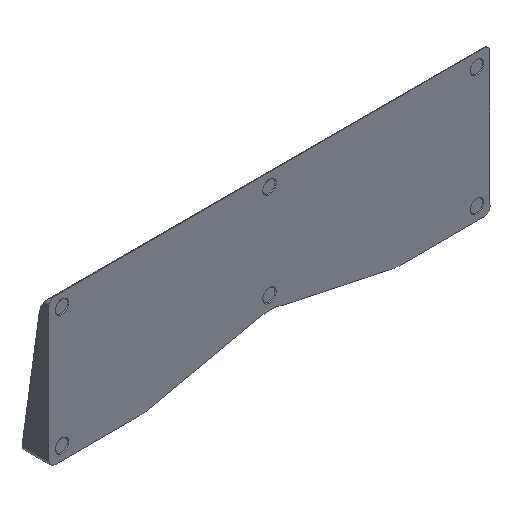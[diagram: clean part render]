
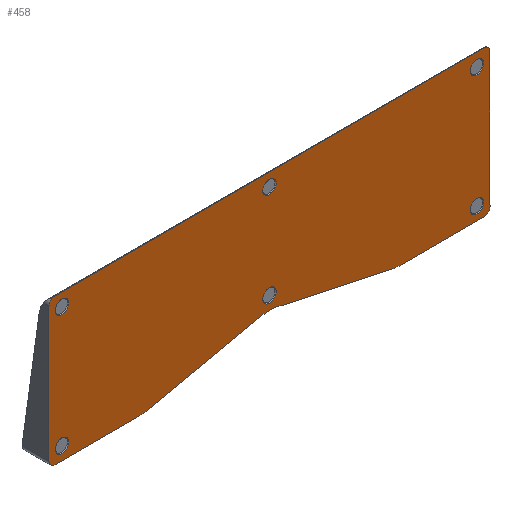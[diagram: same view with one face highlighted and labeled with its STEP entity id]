
A CAD part, isometric view. The second image highlights one B-rep face of the part: STEP entity #458.
In plain terms, the highlighted planar face has unit normal (0, -1, 0).
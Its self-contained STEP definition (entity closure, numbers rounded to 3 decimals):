
#19=FACE_BOUND('',#95,.T.);
#20=FACE_BOUND('',#96,.T.);
#21=FACE_BOUND('',#97,.T.);
#22=FACE_BOUND('',#98,.T.);
#23=FACE_BOUND('',#99,.T.);
#24=FACE_BOUND('',#100,.T.);
#31=ELLIPSE('',#505,25.176,24.937);
#32=ELLIPSE('',#517,25.176,24.937);
#33=ELLIPSE('',#518,25.4,25.392);
#46=PLANE('',#514);
#66=FACE_OUTER_BOUND('',#94,.T.);
#94=EDGE_LOOP('',(#353,#354,#355,#356,#357,#358,#359,#360,#361,#362,#363,
#364,#365,#366));
#95=EDGE_LOOP('',(#367,#368));
#96=EDGE_LOOP('',(#369));
#97=EDGE_LOOP('',(#370));
#98=EDGE_LOOP('',(#371));
#99=EDGE_LOOP('',(#372));
#100=EDGE_LOOP('',(#373,#374));
#120=LINE('',#717,#152);
#125=LINE('',#731,#157);
#129=LINE('',#748,#161);
#132=LINE('',#777,#164);
#133=LINE('',#781,#165);
#134=LINE('',#785,#166);
#135=LINE('',#789,#167);
#152=VECTOR('',#573,10.);
#157=VECTOR('',#586,10.);
#161=VECTOR('',#596,10.);
#164=VECTOR('',#615,10.);
#165=VECTOR('',#618,10.);
#166=VECTOR('',#621,10.);
#167=VECTOR('',#624,10.);
#181=CIRCLE('',#491,5.5);
#183=CIRCLE('',#494,5.5);
#186=CIRCLE('',#502,5.);
#188=CIRCLE('',#508,5.);
#189=CIRCLE('',#510,5.5);
#192=CIRCLE('',#513,5.5);
#193=CIRCLE('',#515,5.);
#194=CIRCLE('',#516,5.);
#195=CIRCLE('',#519,5.5);
#196=CIRCLE('',#520,5.5);
#197=CIRCLE('',#521,5.5);
#198=CIRCLE('',#522,5.5);
#205=VERTEX_POINT('',#697);
#207=VERTEX_POINT('',#703);
#211=VERTEX_POINT('',#714);
#212=VERTEX_POINT('',#716);
#215=VERTEX_POINT('',#724);
#217=VERTEX_POINT('',#730);
#219=VERTEX_POINT('',#741);
#221=VERTEX_POINT('',#747);
#222=VERTEX_POINT('',#751);
#223=VERTEX_POINT('',#766);
#224=VERTEX_POINT('',#767);
#227=VERTEX_POINT('',#776);
#228=VERTEX_POINT('',#778);
#229=VERTEX_POINT('',#780);
#230=VERTEX_POINT('',#782);
#231=VERTEX_POINT('',#784);
#232=VERTEX_POINT('',#786);
#233=VERTEX_POINT('',#788);
#234=VERTEX_POINT('',#791);
#235=VERTEX_POINT('',#792);
#236=VERTEX_POINT('',#795);
#237=VERTEX_POINT('',#797);
#249=EDGE_CURVE('',#205,#205,#181,.T.);
#252=EDGE_CURVE('',#207,#207,#183,.T.);
#257=EDGE_CURVE('',#212,#211,#120,.T.);
#261=EDGE_CURVE('',#212,#215,#186,.T.);
#264=EDGE_CURVE('',#217,#215,#125,.T.);
#267=EDGE_CURVE('',#217,#219,#31,.T.);
#270=EDGE_CURVE('',#221,#219,#129,.T.);
#273=EDGE_CURVE('',#222,#211,#188,.T.);
#274=EDGE_CURVE('',#223,#224,#189,.T.);
#278=EDGE_CURVE('',#224,#223,#192,.T.);
#279=EDGE_CURVE('',#227,#222,#132,.T.);
#280=EDGE_CURVE('',#228,#227,#193,.T.);
#281=EDGE_CURVE('',#229,#228,#133,.T.);
#282=EDGE_CURVE('',#230,#229,#194,.T.);
#283=EDGE_CURVE('',#231,#230,#134,.T.);
#284=EDGE_CURVE('',#232,#231,#32,.T.);
#285=EDGE_CURVE('',#232,#233,#135,.T.);
#286=EDGE_CURVE('',#233,#221,#33,.T.);
#287=EDGE_CURVE('',#234,#235,#195,.T.);
#288=EDGE_CURVE('',#235,#234,#196,.T.);
#289=EDGE_CURVE('',#236,#236,#197,.T.);
#290=EDGE_CURVE('',#237,#237,#198,.T.);
#353=ORIENTED_EDGE('',*,*,#279,.F.);
#354=ORIENTED_EDGE('',*,*,#280,.F.);
#355=ORIENTED_EDGE('',*,*,#281,.F.);
#356=ORIENTED_EDGE('',*,*,#282,.F.);
#357=ORIENTED_EDGE('',*,*,#283,.F.);
#358=ORIENTED_EDGE('',*,*,#284,.F.);
#359=ORIENTED_EDGE('',*,*,#285,.T.);
#360=ORIENTED_EDGE('',*,*,#286,.T.);
#361=ORIENTED_EDGE('',*,*,#270,.T.);
#362=ORIENTED_EDGE('',*,*,#267,.F.);
#363=ORIENTED_EDGE('',*,*,#264,.T.);
#364=ORIENTED_EDGE('',*,*,#261,.F.);
#365=ORIENTED_EDGE('',*,*,#257,.T.);
#366=ORIENTED_EDGE('',*,*,#273,.F.);
#367=ORIENTED_EDGE('',*,*,#287,.F.);
#368=ORIENTED_EDGE('',*,*,#288,.F.);
#369=ORIENTED_EDGE('',*,*,#249,.F.);
#370=ORIENTED_EDGE('',*,*,#252,.F.);
#371=ORIENTED_EDGE('',*,*,#289,.F.);
#372=ORIENTED_EDGE('',*,*,#290,.F.);
#373=ORIENTED_EDGE('',*,*,#274,.F.);
#374=ORIENTED_EDGE('',*,*,#278,.F.);
#458=ADVANCED_FACE('',(#66,#19,#20,#21,#22,#23,#24),#46,.F.);
#491=AXIS2_PLACEMENT_3D('',#698,#552,#553);
#494=AXIS2_PLACEMENT_3D('',#704,#559,#560);
#502=AXIS2_PLACEMENT_3D('',#725,#580,#581);
#505=AXIS2_PLACEMENT_3D('',#742,#590,#591);
#508=AXIS2_PLACEMENT_3D('',#764,#600,#601);
#510=AXIS2_PLACEMENT_3D('',#768,#604,#605);
#513=AXIS2_PLACEMENT_3D('',#774,#611,#612);
#514=AXIS2_PLACEMENT_3D('',#775,#613,#614);
#515=AXIS2_PLACEMENT_3D('',#779,#616,#617);
#516=AXIS2_PLACEMENT_3D('',#783,#619,#620);
#517=AXIS2_PLACEMENT_3D('',#787,#622,#623);
#518=AXIS2_PLACEMENT_3D('',#790,#625,#626);
#519=AXIS2_PLACEMENT_3D('',#793,#627,#628);
#520=AXIS2_PLACEMENT_3D('',#794,#629,#630);
#521=AXIS2_PLACEMENT_3D('',#796,#631,#632);
#522=AXIS2_PLACEMENT_3D('',#798,#633,#634);
#552=DIRECTION('center_axis',(0.,-1.,0.));
#553=DIRECTION('ref_axis',(1.,0.,0.));
#559=DIRECTION('center_axis',(0.,-1.,0.));
#560=DIRECTION('ref_axis',(1.,0.,0.));
#573=DIRECTION('',(0.,0.,1.));
#580=DIRECTION('center_axis',(0.,1.,0.));
#581=DIRECTION('ref_axis',(1.,0.,0.));
#586=DIRECTION('',(1.,0.,0.));
#590=DIRECTION('center_axis',(0.,1.,0.));
#591=DIRECTION('ref_axis',(-1.,0.,0.));
#596=DIRECTION('',(0.978,0.,-0.211));
#600=DIRECTION('center_axis',(0.,1.,0.));
#601=DIRECTION('ref_axis',(0.,0.,1.));
#604=DIRECTION('center_axis',(0.,-1.,0.));
#605=DIRECTION('ref_axis',(-1.,0.,0.));
#611=DIRECTION('center_axis',(0.,-1.,0.));
#612=DIRECTION('ref_axis',(-1.,0.,0.));
#613=DIRECTION('center_axis',(0.,1.,0.));
#614=DIRECTION('ref_axis',(1.,0.,0.));
#615=DIRECTION('',(1.,0.,0.));
#616=DIRECTION('center_axis',(0.,1.,0.));
#617=DIRECTION('ref_axis',(-1.,0.,0.));
#618=DIRECTION('',(0.,0.,1.));
#619=DIRECTION('center_axis',(0.,1.,0.));
#620=DIRECTION('ref_axis',(0.,0.,-1.));
#621=DIRECTION('',(-1.,0.,0.));
#622=DIRECTION('center_axis',(0.,1.,0.));
#623=DIRECTION('ref_axis',(-1.,0.,0.));
#624=DIRECTION('',(0.978,0.,0.211));
#625=DIRECTION('center_axis',(0.,1.,0.));
#626=DIRECTION('ref_axis',(1.,0.,0.));
#627=DIRECTION('center_axis',(0.,-1.,0.));
#628=DIRECTION('ref_axis',(-1.,0.,0.));
#629=DIRECTION('center_axis',(0.,-1.,0.));
#630=DIRECTION('ref_axis',(-1.,0.,0.));
#631=DIRECTION('center_axis',(0.,-1.,0.));
#632=DIRECTION('ref_axis',(1.,0.,0.));
#633=DIRECTION('center_axis',(0.,-1.,0.));
#634=DIRECTION('ref_axis',(1.,0.,0.));
#697=CARTESIAN_POINT('',(159.355,0.,-10.498));
#698=CARTESIAN_POINT('Origin',(164.855,0.,-10.498));
#703=CARTESIAN_POINT('',(159.355,0.,88.161));
#704=CARTESIAN_POINT('Origin',(164.855,0.,88.161));
#714=CARTESIAN_POINT('',(175.511,0.,93.818));
#716=CARTESIAN_POINT('',(175.511,0.,-16.155));
#717=CARTESIAN_POINT('',(175.511,0.,-16.155));
#724=CARTESIAN_POINT('',(170.511,0.,-21.155));
#725=CARTESIAN_POINT('Origin',(170.511,0.,-16.155));
#730=CARTESIAN_POINT('',(101.024,0.,-21.155));
#731=CARTESIAN_POINT('',(169.11,0.,-21.155));
#741=CARTESIAN_POINT('',(95.676,0.,-20.586));
#742=CARTESIAN_POINT('Origin',(101.024,0.,3.782));
#747=CARTESIAN_POINT('',(0.,0.,0.016));
#748=CARTESIAN_POINT('',(0.,0.,0.016));
#751=CARTESIAN_POINT('',(170.511,0.,98.818));
#764=CARTESIAN_POINT('Origin',(170.511,0.,93.818));
#766=CARTESIAN_POINT('',(-5.348,0.,93.661));
#767=CARTESIAN_POINT('',(0.152,0.,88.161));
#768=CARTESIAN_POINT('Origin',(-5.348,0.,88.161));
#774=CARTESIAN_POINT('Origin',(-5.348,0.,88.161));
#775=CARTESIAN_POINT('Origin',(-5.348,0.,38.832));
#776=CARTESIAN_POINT('',(-181.208,0.,98.818));
#777=CARTESIAN_POINT('',(-181.208,0.,98.818));
#778=CARTESIAN_POINT('',(-186.208,0.,93.818));
#779=CARTESIAN_POINT('Origin',(-181.208,0.,93.818));
#780=CARTESIAN_POINT('',(-186.208,0.,-16.155));
#781=CARTESIAN_POINT('',(-186.208,0.,-16.155));
#782=CARTESIAN_POINT('',(-181.208,0.,-21.155));
#783=CARTESIAN_POINT('Origin',(-181.208,0.,-16.155));
#784=CARTESIAN_POINT('',(-111.721,0.,-21.155));
#785=CARTESIAN_POINT('',(-179.806,0.,-21.155));
#786=CARTESIAN_POINT('',(-106.372,0.,-20.586));
#787=CARTESIAN_POINT('Origin',(-111.721,0.,3.782));
#788=CARTESIAN_POINT('',(-10.697,0.,0.016));
#789=CARTESIAN_POINT('',(-106.372,0.,-20.586));
#790=CARTESIAN_POINT('Origin',(-5.348,0.,-24.807));
#791=CARTESIAN_POINT('',(-5.348,0.,5.661));
#792=CARTESIAN_POINT('',(0.152,0.,11.161));
#793=CARTESIAN_POINT('Origin',(-5.348,0.,11.161));
#794=CARTESIAN_POINT('Origin',(-5.348,0.,11.161));
#795=CARTESIAN_POINT('',(-181.051,0.,-10.498));
#796=CARTESIAN_POINT('Origin',(-175.551,0.,-10.498));
#797=CARTESIAN_POINT('',(-181.051,0.,88.161));
#798=CARTESIAN_POINT('Origin',(-175.551,0.,88.161));
